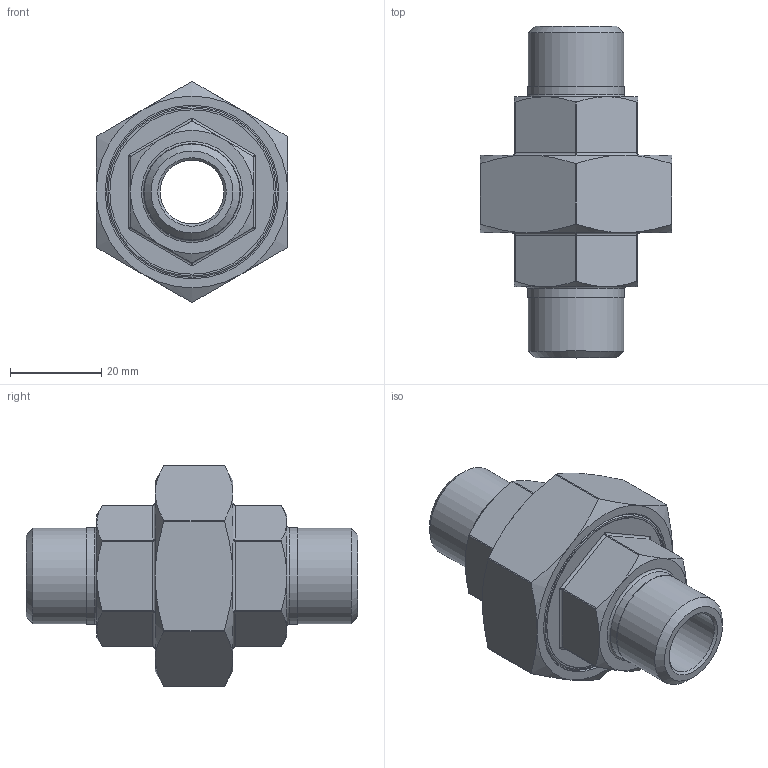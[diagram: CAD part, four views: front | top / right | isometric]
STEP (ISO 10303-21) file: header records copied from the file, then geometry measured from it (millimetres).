
FILE_DESCRIPTION(/* description */ (''),/* implementation_level */ '2;1');
FILE_NAME(/* name */ 'TB28382580 Aschl.stp',/* time_stamp */ '2018-02-01T10:26:24+01:00',/* author */ ('hochmair'),/* organization */ ('DACAPO Stainless'),/* preprocessor_version */ 'ST-DEVELOPER v16.13',/* originating_system */ 'Autodesk Inventor 2018',/* authorisation */ '');
FILE_SCHEMA (('AUTOMOTIVE_DESIGN { 1 0 10303 214 3 1 1 }'));
Length unit declared in the file: millimetre
Products named in the file (1): TB28382580
Bounding box: 42 x 72.7 x 48.4 mm (x, y, z)
Volume: 37115.1 mm3; surface area: 13049.6 mm2
Topology: 1 solids, 1 shells, 117 faces, 269 edges, 152 vertices
Faces by surface type: cylinder 40, cone 32, plane 30, bspline 12, torus 3
Full cylindrical faces by diameter (mm): 14 x2, 18 x1, 20.955 x2, 21.155 x2, 36 x1, 37.4 x1, 38 x1
Entity records: 3277 total; most frequent: CARTESIAN_POINT 878, DIRECTION 516, ORIENTED_EDGE 460, EDGE_CURVE 230, AXIS2_PLACEMENT_3D 228, EDGE_LOOP 150, VERTEX_POINT 146, FACE_OUTER_BOUND 117
